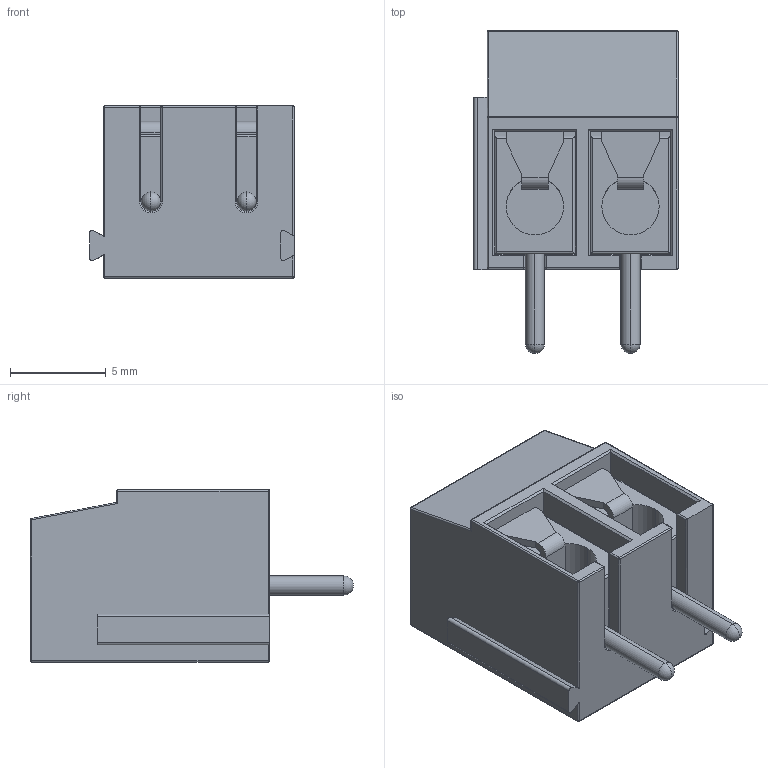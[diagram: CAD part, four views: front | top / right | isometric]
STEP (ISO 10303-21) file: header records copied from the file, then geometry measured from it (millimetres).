
FILE_DESCRIPTION (( 'STEP AP214' ), '1' );
FILE_NAME ('TB0010-500-02GR.STEP', '2024-10-30T07:53:45', ( '' ), ( '' ), 'SwSTEP 2.0', 'SolidWorks 2016', '' );
FILE_SCHEMA (( 'AUTOMOTIVE_DESIGN' ));
Length unit declared in the file: millimetre
Products named in the file (1): TB0010-500-02GR
Bounding box: 10.7 x 16.9 x 9 mm (x, y, z)
Volume: 894.9 mm3; surface area: 1431.4 mm2
Topology: 1 solids, 1 shells, 200 faces, 494 edges, 294 vertices
Faces by surface type: plane 90, cylinder 74, sphere 16, torus 14, cone 6
Entity records: 6626 total; most frequent: CARTESIAN_POINT 1145, DIRECTION 986, ORIENTED_EDGE 948, EDGE_CURVE 474, AXIS2_PLACEMENT_3D 351, VERTEX_POINT 290, LINE 284, VECTOR 284
